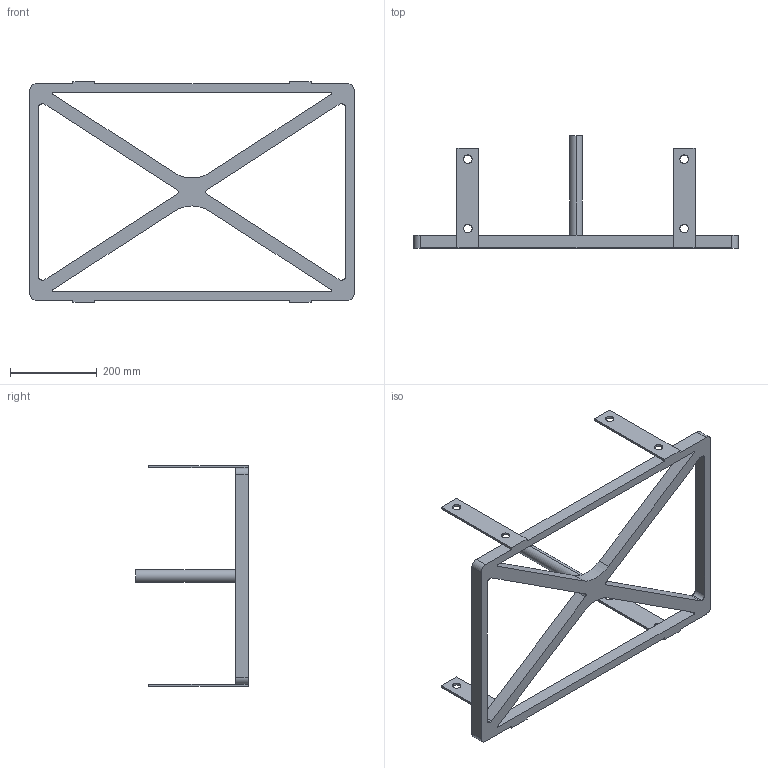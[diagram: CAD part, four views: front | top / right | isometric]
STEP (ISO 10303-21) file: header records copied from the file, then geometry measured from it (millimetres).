
FILE_DESCRIPTION (( 'STEP AP203' ), '1' );
FILE_NAME ('chassis_Default_sldprt.STEP', '2021-05-13T06:02:32', ( '' ), ( '' ), 'SwSTEP 2.0', 'SolidWorks 2020', '' );
FILE_SCHEMA (( 'CONFIG_CONTROL_DESIGN' ));
Length unit declared in the file: millimetre
Products named in the file (1): chassis_Default_sldprt
Bounding box: 750 x 260 x 510 mm (x, y, z)
Volume: 3325497.9 mm3; surface area: 535498.8 mm2
Topology: 1 solids, 1 shells, 82 faces, 229 edges, 150 vertices
Faces by surface type: plane 43, cylinder 39
Entity records: 2772 total; most frequent: DIRECTION 473, CARTESIAN_POINT 462, ORIENTED_EDGE 458, EDGE_CURVE 229, AXIS2_PLACEMENT_3D 161, LINE 151, VECTOR 151, VERTEX_POINT 150
